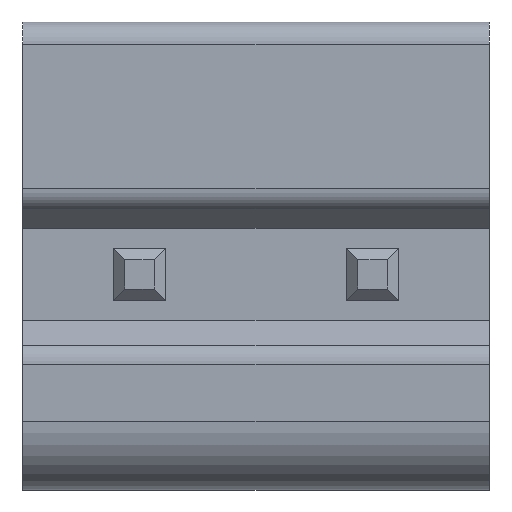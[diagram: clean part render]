
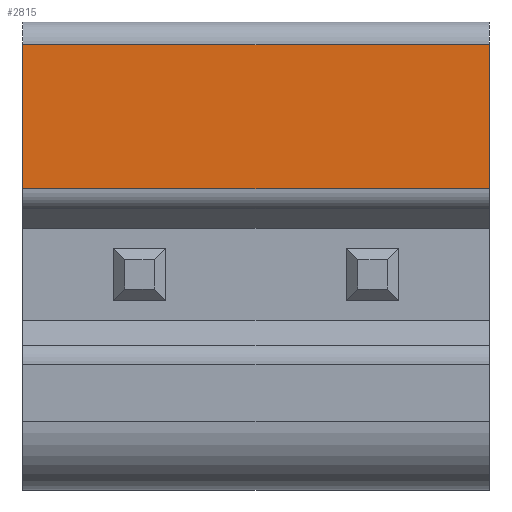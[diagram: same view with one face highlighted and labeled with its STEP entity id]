
A CAD part, front view. The second image highlights one B-rep face of the part: STEP entity #2815.
In plain terms, the highlighted planar face has unit normal (0, -1, 0).
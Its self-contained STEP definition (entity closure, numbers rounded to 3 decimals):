
#39 = ORIENTED_EDGE ( 'NONE', *, *, #1793, .T. ) ;
#94 = CARTESIAN_POINT ( 'NONE',  ( 0., 0., -3.634 ) ) ;
#133 = FACE_OUTER_BOUND ( 'NONE', #1781, .T. ) ;
#153 = VERTEX_POINT ( 'NONE', #1487 ) ;
#348 = CARTESIAN_POINT ( 'NONE',  ( 10.16, 0., -3.634 ) ) ;
#394 = CARTESIAN_POINT ( 'NONE',  ( 0., 0., -0.5 ) ) ;
#446 = VECTOR ( 'NONE', #631, 1000. ) ;
#475 = EDGE_CURVE ( 'NONE', #153, #1339, #2813, .T. ) ;
#631 = DIRECTION ( 'NONE',  ( 0., 0., -1. ) ) ;
#665 = ORIENTED_EDGE ( 'NONE', *, *, #475, .T. ) ;
#676 = CARTESIAN_POINT ( 'NONE',  ( 10.16, 0., -3.634 ) ) ;
#736 = EDGE_CURVE ( 'NONE', #153, #1787, #1490, .T. ) ;
#832 = LINE ( 'NONE', #348, #1214 ) ;
#1062 = ORIENTED_EDGE ( 'NONE', *, *, #2789, .F. ) ;
#1076 = AXIS2_PLACEMENT_3D ( 'NONE', #2819, #1966, #2569 ) ;
#1214 = VECTOR ( 'NONE', #2371, 1000. ) ;
#1272 = DIRECTION ( 'NONE',  ( 0., 0., -1. ) ) ;
#1292 = PLANE ( 'NONE',  #1076 ) ;
#1339 = VERTEX_POINT ( 'NONE', #394 ) ;
#1480 = ORIENTED_EDGE ( 'NONE', *, *, #736, .F. ) ;
#1487 = CARTESIAN_POINT ( 'NONE',  ( 10.16, 0., -0.5 ) ) ;
#1490 = LINE ( 'NONE', #2388, #2330 ) ;
#1549 = LINE ( 'NONE', #2404, #446 ) ;
#1781 = EDGE_LOOP ( 'NONE', ( #39, #1062, #1480, #665 ) ) ;
#1787 = VERTEX_POINT ( 'NONE', #676 ) ;
#1793 = EDGE_CURVE ( 'NONE', #1339, #2490, #1549, .T. ) ;
#1966 = DIRECTION ( 'NONE',  ( 0., 1., 0. ) ) ;
#1970 = CARTESIAN_POINT ( 'NONE',  ( 10.16, 0., -0.5 ) ) ;
#2006 = VECTOR ( 'NONE', #2381, 1000. ) ;
#2330 = VECTOR ( 'NONE', #1272, 1000. ) ;
#2371 = DIRECTION ( 'NONE',  ( -1., 0., 0. ) ) ;
#2381 = DIRECTION ( 'NONE',  ( -1., 0., 0. ) ) ;
#2388 = CARTESIAN_POINT ( 'NONE',  ( 10.16, 0., -0.5 ) ) ;
#2404 = CARTESIAN_POINT ( 'NONE',  ( 0., 0., -0.5 ) ) ;
#2490 = VERTEX_POINT ( 'NONE', #94 ) ;
#2569 = DIRECTION ( 'NONE',  ( 0., 0., 1. ) ) ;
#2789 = EDGE_CURVE ( 'NONE', #1787, #2490, #832, .T. ) ;
#2813 = LINE ( 'NONE', #1970, #2006 ) ;
#2815 = ADVANCED_FACE ( 'NONE', ( #133 ), #1292, .F. ) ;
#2819 = CARTESIAN_POINT ( 'NONE',  ( 10.16, 0., -0.5 ) ) ;
